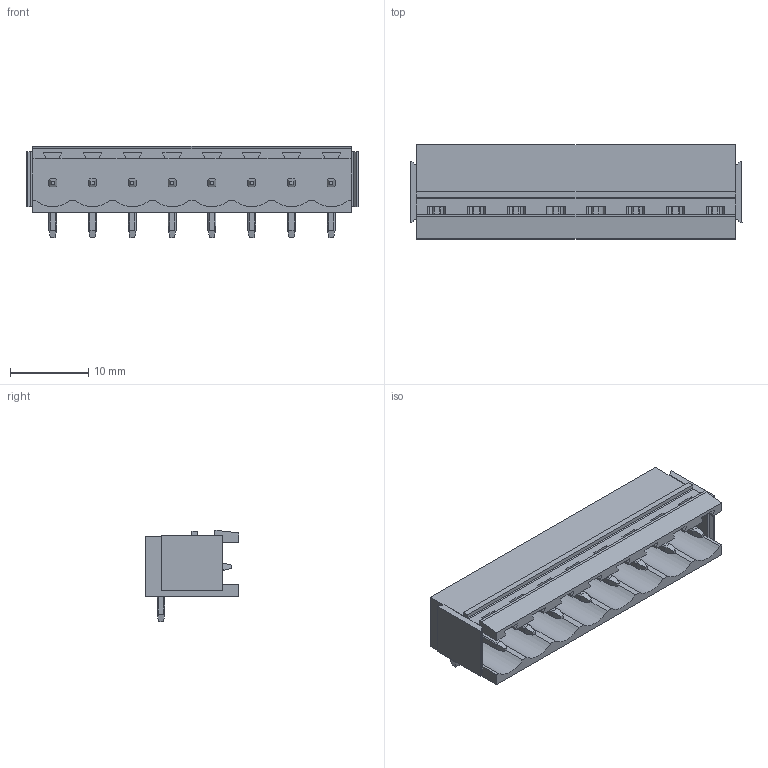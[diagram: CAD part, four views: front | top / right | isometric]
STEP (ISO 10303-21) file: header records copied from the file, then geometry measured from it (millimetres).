
FILE_DESCRIPTION(('CATIA V5 STEP Exchange','CAx-IF Rec.Pracs.--- Model Styling and Organization---1.2---2011-12-15'),'2;1');
FILE_NAME ('D1449410_0', '2018-10-27T09:32:15+00:00', ('none'), ('Weidmueller'), 'CATIA Version 5-6 Release 2014', 'CATIA V5 STEP AP214', 'none');
FILE_SCHEMA(('AUTOMOTIVE_DESIGN { 1 0 10303 214 1 1 1 1 }'));
Length unit declared in the file: millimetre
Products named in the file (1): 1155640000
Bounding box: 42.4 x 12 x 11.63 mm (x, y, z)
Volume: 1943 mm3; surface area: 3341.4 mm2
Topology: 9 solids, 9 shells, 431 faces, 1195 edges, 766 vertices
Faces by surface type: plane 293, cylinder 138
Entity records: 12578 total; most frequent: CARTESIAN_POINT 2797, ORIENTED_EDGE 2390, DIRECTION 1379, EDGE_CURVE 1189, VECTOR 849, LINE 849, VERTEX_POINT 758, EDGE_LOOP 447
